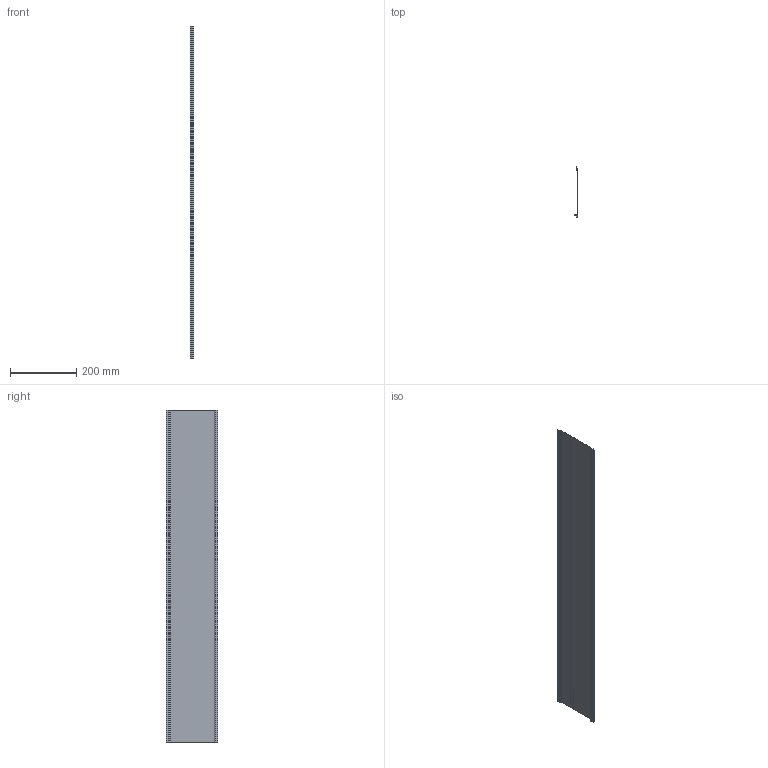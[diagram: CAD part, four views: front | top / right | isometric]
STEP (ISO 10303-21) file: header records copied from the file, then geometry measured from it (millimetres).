
FILE_DESCRIPTION(/* description */ (''),/* implementation_level */ '2;1');
FILE_NAME(/* name */ '10162_KriTec_Kabelkanal_Wandprofil_160.stp',/* time_stamp */ '2015-07-13T10:27:11+02:00',/* author */ ('kostic'),/* organization */ (''),/* preprocessor_version */ 'ST-DEVELOPER v15.2',/* originating_system */ 'Autodesk Inventor 2014',/* authorisation */ '');
FILE_SCHEMA (('CONFIG_CONTROL_DESIGN'));
Length unit declared in the file: millimetre
Products named in the file (1): 10162_KriTec_Kabelkanal_Wandprofil_160
Bounding box: 12 x 154 x 1000 mm (x, y, z)
Volume: 404535.7 mm3; surface area: 335638.2 mm2
Topology: 1 solids, 1 shells, 71 faces, 207 edges, 138 vertices
Faces by surface type: plane 50, cylinder 21
Entity records: 2367 total; most frequent: CARTESIAN_POINT 417, ORIENTED_EDGE 414, DIRECTION 393, EDGE_CURVE 207, LINE 165, VECTOR 165, VERTEX_POINT 138, AXIS2_PLACEMENT_3D 114
